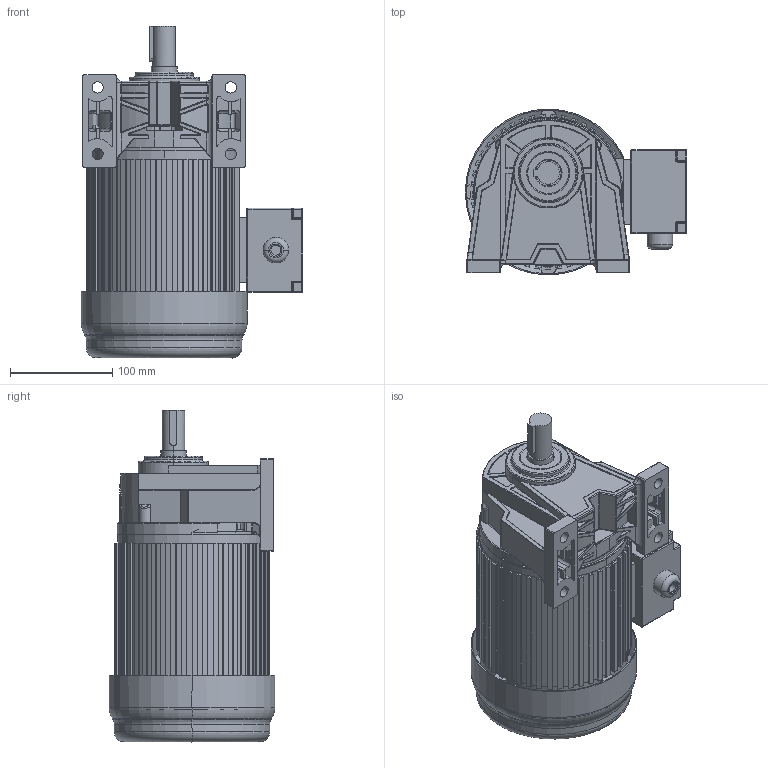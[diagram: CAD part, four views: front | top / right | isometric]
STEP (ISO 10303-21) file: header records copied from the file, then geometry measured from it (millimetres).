
FILE_DESCRIPTION((''),'2;1');
FILE_NAME('GH-22-400-I-A-G2-RD_ASM','2024-01-31T09:29:00',('mayn'),(''),'CREO PARAMETRIC BY PTC INC, 2020053','CREO PARAMETRIC BY PTC INC, 2020053','');
FILE_SCHEMA(('CONFIG_CONTROL_DESIGN'));
Products named in the file (13): MANIFOLD_SOLID_BREP_110_1_2; MANIFOLD_SOLID_BREP_630_1_2; _GH22__1_2; GH22__ASM_1_2_ASM; G22JIGGONG_1_2; ASM0002_ASM_1_ASM_1_2_ASM; GH22_ASM_1_2_ASM; 140_130_1_2; 140_1_2; 160-65_1_2; 82-82_1_2; ASM0001_ASM_1_1_2_ASM; GH-22-400-I-A-G2-RD_ASM
Assembly tree (12 placements, depth 6):
  GH-22-400-I-A-G2-RD_ASM
    ASM0001_ASM_1_1_2_ASM
      GH22_ASM_1_2_ASM
        ASM0002_ASM_1_ASM_1_2_ASM
          GH22__ASM_1_2_ASM
            MANIFOLD_SOLID_BREP_110_1_2
            MANIFOLD_SOLID_BREP_630_1_2
            _GH22__1_2
          G22JIGGONG_1_2
      140_130_1_2
      140_1_2
      160-65_1_2
      82-82_1_2
Bounding box: 216.3 x 162 x 324.3 mm (x, y, z)
Volume: 1267513.4 mm3; surface area: 565940.6 mm2
Topology: 7 solids, 8 shells, 2292 faces, 6479 edges, 4142 vertices
Faces by surface type: plane 1034, cylinder 733, torus 242, bspline 127, sphere 82, cone 70, extrusion 4
Entity records: 87549 total; most frequent: CARTESIAN_POINT 27639, ORIENTED_EDGE 12772, DIRECTION 12591, EDGE_CURVE 6391, AXIS2_PLACEMENT_3D 4572, VERTEX_POINT 4139, VECTOR 3447, LINE 3443
